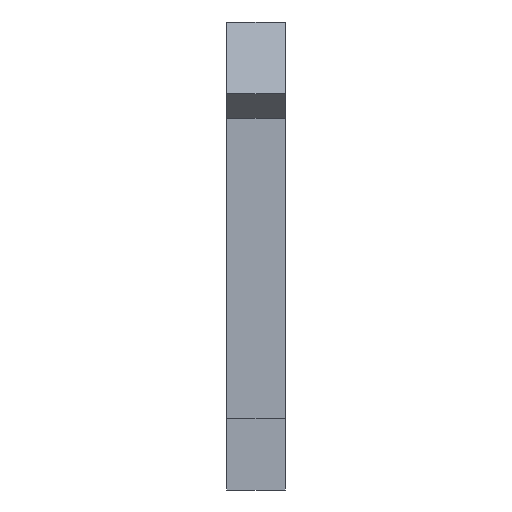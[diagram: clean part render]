
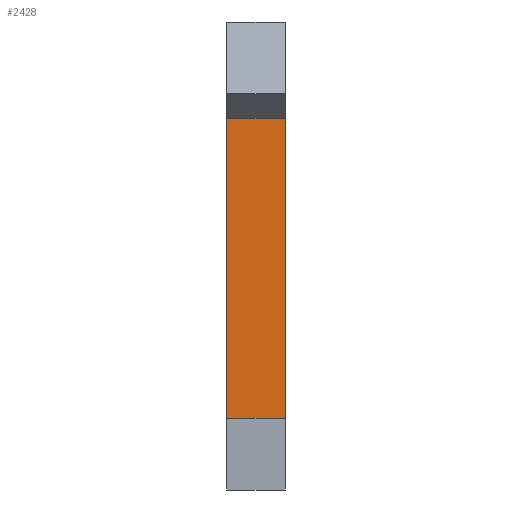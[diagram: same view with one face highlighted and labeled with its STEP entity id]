
A CAD part, front view. The second image highlights one B-rep face of the part: STEP entity #2428.
In plain terms, the highlighted planar face has unit normal (0, -1, 0).
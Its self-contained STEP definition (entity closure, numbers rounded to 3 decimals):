
#133=DIRECTION('',(0.,0.,1.));
#134=VECTOR('',#133,33.);
#135=CARTESIAN_POINT('',(0.,7.3,7.3));
#136=LINE('',#135,#134);
#237=DIRECTION('',(1.,0.,0.));
#238=VECTOR('',#237,6.);
#239=CARTESIAN_POINT('',(0.,7.3,7.3));
#240=LINE('',#239,#238);
#241=DIRECTION('',(1.,0.,0.));
#242=VECTOR('',#241,6.);
#243=CARTESIAN_POINT('',(0.,7.3,40.3));
#244=LINE('',#243,#242);
#729=DIRECTION('',(0.,0.,1.));
#730=VECTOR('',#729,33.);
#731=CARTESIAN_POINT('',(6.,7.3,7.3));
#732=LINE('',#731,#730);
#1706=CARTESIAN_POINT('',(0.,7.3,7.3));
#1707=VERTEX_POINT('',#1706);
#1708=CARTESIAN_POINT('',(0.,7.3,40.3));
#1709=VERTEX_POINT('',#1708);
#1776=CARTESIAN_POINT('',(6.,7.3,7.3));
#1777=VERTEX_POINT('',#1776);
#1778=CARTESIAN_POINT('',(6.,7.3,40.3));
#1779=VERTEX_POINT('',#1778);
#2415=CARTESIAN_POINT('',(0.,7.3,7.3));
#2416=DIRECTION('',(0.,-1.,0.));
#2417=DIRECTION('',(0.,0.,1.));
#2418=AXIS2_PLACEMENT_3D('',#2415,#2416,#2417);
#2419=PLANE('',#2418);
#2420=ORIENTED_EDGE('',*,*,#2321,.T.);
#2422=ORIENTED_EDGE('',*,*,#2421,.T.);
#2424=ORIENTED_EDGE('',*,*,#2423,.F.);
#2425=ORIENTED_EDGE('',*,*,#2407,.F.);
#2426=EDGE_LOOP('',(#2420,#2422,#2424,#2425));
#2427=FACE_OUTER_BOUND('',#2426,.F.);
#2321=EDGE_CURVE('',#1707,#1709,#136,.T.);
#2407=EDGE_CURVE('',#1707,#1777,#240,.T.);
#2421=EDGE_CURVE('',#1709,#1779,#244,.T.);
#2423=EDGE_CURVE('',#1777,#1779,#732,.T.);
#2428=ADVANCED_FACE('',(#2427),#2419,.T.);
